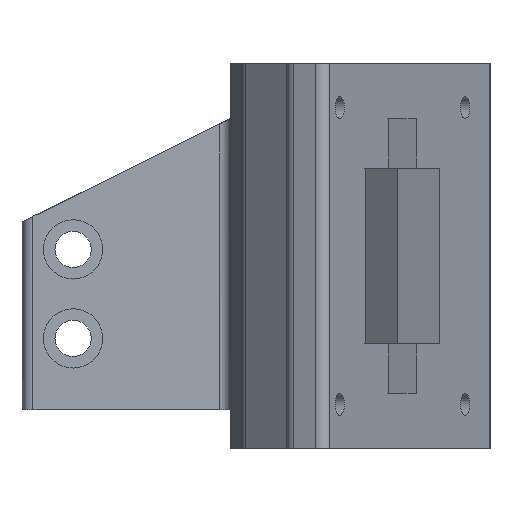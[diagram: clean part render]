
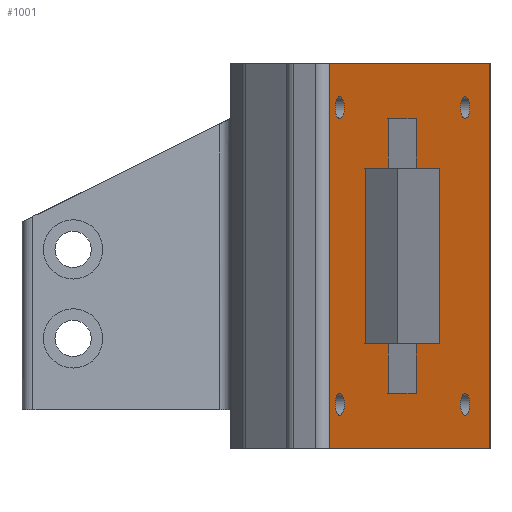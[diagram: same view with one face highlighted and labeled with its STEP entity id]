
A CAD part, left-side view. The second image highlights one B-rep face of the part: STEP entity #1001.
In plain terms, the highlighted planar face has unit normal (-0.423, -0.906, 0).
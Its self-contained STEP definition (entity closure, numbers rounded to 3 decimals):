
#29=FACE_BOUND('',#170,.T.);
#30=FACE_BOUND('',#171,.T.);
#31=FACE_BOUND('',#172,.T.);
#32=FACE_BOUND('',#173,.T.);
#33=FACE_BOUND('',#174,.T.);
#60=PLANE('',#1106);
#107=FACE_OUTER_BOUND('',#169,.T.);
#169=EDGE_LOOP('',(#885,#886,#887,#888));
#170=EDGE_LOOP('',(#889));
#171=EDGE_LOOP('',(#890));
#172=EDGE_LOOP('',(#891));
#173=EDGE_LOOP('',(#892));
#174=EDGE_LOOP('',(#893,#894,#895,#896,#897,#898,#899,#900,#901,#902,#903,
#904));
#202=LINE('',#1471,#299);
#218=LINE('',#1522,#315);
#238=LINE('',#1574,#335);
#239=LINE('',#1576,#336);
#255=LINE('',#1630,#352);
#258=LINE('',#1635,#355);
#260=LINE('',#1639,#357);
#262=LINE('',#1643,#359);
#264=LINE('',#1647,#361);
#266=LINE('',#1651,#363);
#268=LINE('',#1655,#365);
#270=LINE('',#1659,#367);
#272=LINE('',#1663,#369);
#274=LINE('',#1667,#371);
#276=LINE('',#1671,#373);
#278=LINE('',#1674,#375);
#299=VECTOR('',#1171,10.);
#315=VECTOR('',#1219,10.);
#335=VECTOR('',#1263,10.);
#336=VECTOR('',#1266,10.);
#352=VECTOR('',#1330,10.);
#355=VECTOR('',#1335,10.);
#357=VECTOR('',#1339,10.);
#359=VECTOR('',#1343,10.);
#361=VECTOR('',#1347,10.);
#363=VECTOR('',#1351,10.);
#365=VECTOR('',#1355,10.);
#367=VECTOR('',#1359,10.);
#369=VECTOR('',#1363,10.);
#371=VECTOR('',#1367,10.);
#373=VECTOR('',#1371,10.);
#375=VECTOR('',#1375,10.);
#412=CIRCLE('',#1087,1.);
#413=CIRCLE('',#1089,1.);
#414=CIRCLE('',#1091,1.);
#415=CIRCLE('',#1093,1.);
#445=VERTEX_POINT('',#1468);
#446=VERTEX_POINT('',#1470);
#464=VERTEX_POINT('',#1519);
#465=VERTEX_POINT('',#1521);
#494=VERTEX_POINT('',#1612);
#495=VERTEX_POINT('',#1616);
#496=VERTEX_POINT('',#1620);
#497=VERTEX_POINT('',#1624);
#498=VERTEX_POINT('',#1628);
#499=VERTEX_POINT('',#1629);
#500=VERTEX_POINT('',#1634);
#501=VERTEX_POINT('',#1638);
#502=VERTEX_POINT('',#1642);
#503=VERTEX_POINT('',#1646);
#504=VERTEX_POINT('',#1650);
#505=VERTEX_POINT('',#1654);
#506=VERTEX_POINT('',#1658);
#507=VERTEX_POINT('',#1662);
#508=VERTEX_POINT('',#1666);
#509=VERTEX_POINT('',#1670);
#542=EDGE_CURVE('',#445,#446,#202,.T.);
#568=EDGE_CURVE('',#464,#465,#218,.T.);
#595=EDGE_CURVE('',#465,#445,#238,.T.);
#596=EDGE_CURVE('',#446,#464,#239,.T.);
#615=EDGE_CURVE('',#494,#494,#412,.T.);
#617=EDGE_CURVE('',#495,#495,#413,.T.);
#619=EDGE_CURVE('',#496,#496,#414,.T.);
#621=EDGE_CURVE('',#497,#497,#415,.T.);
#622=EDGE_CURVE('',#498,#499,#255,.T.);
#625=EDGE_CURVE('',#499,#500,#258,.T.);
#627=EDGE_CURVE('',#500,#501,#260,.T.);
#629=EDGE_CURVE('',#501,#502,#262,.T.);
#631=EDGE_CURVE('',#502,#503,#264,.T.);
#633=EDGE_CURVE('',#503,#504,#266,.T.);
#635=EDGE_CURVE('',#504,#505,#268,.T.);
#637=EDGE_CURVE('',#505,#506,#270,.T.);
#639=EDGE_CURVE('',#506,#507,#272,.T.);
#641=EDGE_CURVE('',#507,#508,#274,.T.);
#643=EDGE_CURVE('',#508,#509,#276,.T.);
#645=EDGE_CURVE('',#509,#498,#278,.T.);
#885=ORIENTED_EDGE('',*,*,#595,.F.);
#886=ORIENTED_EDGE('',*,*,#568,.F.);
#887=ORIENTED_EDGE('',*,*,#596,.F.);
#888=ORIENTED_EDGE('',*,*,#542,.F.);
#889=ORIENTED_EDGE('',*,*,#615,.T.);
#890=ORIENTED_EDGE('',*,*,#617,.T.);
#891=ORIENTED_EDGE('',*,*,#619,.T.);
#892=ORIENTED_EDGE('',*,*,#621,.T.);
#893=ORIENTED_EDGE('',*,*,#622,.T.);
#894=ORIENTED_EDGE('',*,*,#625,.T.);
#895=ORIENTED_EDGE('',*,*,#627,.T.);
#896=ORIENTED_EDGE('',*,*,#629,.T.);
#897=ORIENTED_EDGE('',*,*,#631,.T.);
#898=ORIENTED_EDGE('',*,*,#633,.T.);
#899=ORIENTED_EDGE('',*,*,#635,.T.);
#900=ORIENTED_EDGE('',*,*,#637,.T.);
#901=ORIENTED_EDGE('',*,*,#639,.T.);
#902=ORIENTED_EDGE('',*,*,#641,.T.);
#903=ORIENTED_EDGE('',*,*,#643,.T.);
#904=ORIENTED_EDGE('',*,*,#645,.T.);
#1001=ADVANCED_FACE('',(#107,#29,#30,#31,#32,#33),#60,.T.);
#1087=AXIS2_PLACEMENT_3D('',#1614,#1311,#1312);
#1089=AXIS2_PLACEMENT_3D('',#1618,#1316,#1317);
#1091=AXIS2_PLACEMENT_3D('',#1622,#1321,#1322);
#1093=AXIS2_PLACEMENT_3D('',#1626,#1326,#1327);
#1106=AXIS2_PLACEMENT_3D('',#1675,#1376,#1377);
#1171=DIRECTION('',(0.906,-0.423,0.));
#1219=DIRECTION('',(-0.906,0.423,0.));
#1263=DIRECTION('',(0.,0.,1.));
#1266=DIRECTION('',(0.,0.,-1.));
#1311=DIRECTION('center_axis',(0.423,0.906,0.));
#1312=DIRECTION('ref_axis',(-0.906,0.423,0.));
#1316=DIRECTION('center_axis',(0.423,0.906,0.));
#1317=DIRECTION('ref_axis',(-0.906,0.423,0.));
#1321=DIRECTION('center_axis',(0.423,0.906,0.));
#1322=DIRECTION('ref_axis',(-0.906,0.423,0.));
#1326=DIRECTION('center_axis',(0.423,0.906,0.));
#1327=DIRECTION('ref_axis',(-0.906,0.423,0.));
#1330=DIRECTION('',(0.,0.,1.));
#1335=DIRECTION('',(-0.906,0.423,0.));
#1339=DIRECTION('',(0.,0.,1.));
#1343=DIRECTION('',(0.906,-0.423,0.));
#1347=DIRECTION('',(0.,0.,1.));
#1351=DIRECTION('',(0.906,-0.423,0.));
#1355=DIRECTION('',(0.,0.,-1.));
#1359=DIRECTION('',(0.906,-0.423,0.));
#1363=DIRECTION('',(0.,0.,-1.));
#1367=DIRECTION('',(-0.906,0.423,0.));
#1371=DIRECTION('',(0.,0.,-1.));
#1375=DIRECTION('',(-0.906,0.423,0.));
#1376=DIRECTION('center_axis',(-0.423,-0.906,0.));
#1377=DIRECTION('ref_axis',(0.906,-0.423,0.));
#1468=CARTESIAN_POINT('',(-63.52,-31.507,35.));
#1470=CARTESIAN_POINT('',(-32.434,-46.003,35.));
#1471=CARTESIAN_POINT('',(-31.799,-46.299,35.));
#1519=CARTESIAN_POINT('',(-32.434,-46.003,0.));
#1521=CARTESIAN_POINT('',(-63.52,-31.507,0.));
#1522=CARTESIAN_POINT('',(-31.799,-46.299,0.));
#1574=CARTESIAN_POINT('',(-63.52,-31.507,3.5));
#1576=CARTESIAN_POINT('',(-32.434,-46.003,3.5));
#1612=CARTESIAN_POINT('',(-36.207,-44.243,4.));
#1614=CARTESIAN_POINT('Origin',(-37.114,-43.821,4.));
#1616=CARTESIAN_POINT('',(-60.678,-32.833,31.));
#1618=CARTESIAN_POINT('Origin',(-61.584,-32.41,31.));
#1620=CARTESIAN_POINT('',(-60.678,-32.833,4.));
#1622=CARTESIAN_POINT('Origin',(-61.584,-32.41,4.));
#1624=CARTESIAN_POINT('',(-36.207,-44.243,31.));
#1626=CARTESIAN_POINT('Origin',(-37.114,-43.821,31.));
#1628=CARTESIAN_POINT('',(-52.068,-36.848,5.));
#1629=CARTESIAN_POINT('',(-52.068,-36.848,9.5));
#1630=CARTESIAN_POINT('',(-52.068,-36.848,6.5));
#1634=CARTESIAN_POINT('',(-56.599,-34.734,9.5));
#1635=CARTESIAN_POINT('',(-60.513,-32.91,9.5));
#1638=CARTESIAN_POINT('',(-56.599,-34.734,25.5));
#1639=CARTESIAN_POINT('',(-56.599,-34.734,14.5));
#1642=CARTESIAN_POINT('',(-52.068,-36.848,25.5));
#1643=CARTESIAN_POINT('',(-58.247,-33.966,25.5));
#1646=CARTESIAN_POINT('',(-52.068,-36.848,30.));
#1647=CARTESIAN_POINT('',(-52.068,-36.848,16.75));
#1650=CARTESIAN_POINT('',(-46.63,-39.383,30.));
#1651=CARTESIAN_POINT('',(-55.528,-35.234,30.));
#1654=CARTESIAN_POINT('',(-46.63,-39.383,25.5));
#1655=CARTESIAN_POINT('',(-46.63,-39.383,14.5));
#1658=CARTESIAN_POINT('',(-42.098,-41.496,25.5));
#1659=CARTESIAN_POINT('',(-53.262,-36.291,25.5));
#1662=CARTESIAN_POINT('',(-42.098,-41.496,9.5));
#1663=CARTESIAN_POINT('',(-42.098,-41.496,6.5));
#1666=CARTESIAN_POINT('',(-46.63,-39.383,9.5));
#1667=CARTESIAN_POINT('',(-55.528,-35.234,9.5));
#1670=CARTESIAN_POINT('',(-46.63,-39.383,5.));
#1671=CARTESIAN_POINT('',(-46.63,-39.383,4.25));
#1674=CARTESIAN_POINT('',(-58.247,-33.966,5.));
#1675=CARTESIAN_POINT('Origin',(-64.426,-31.085,3.5));
